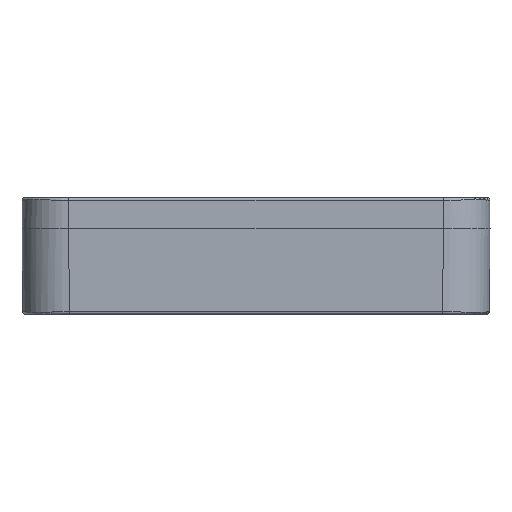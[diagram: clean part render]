
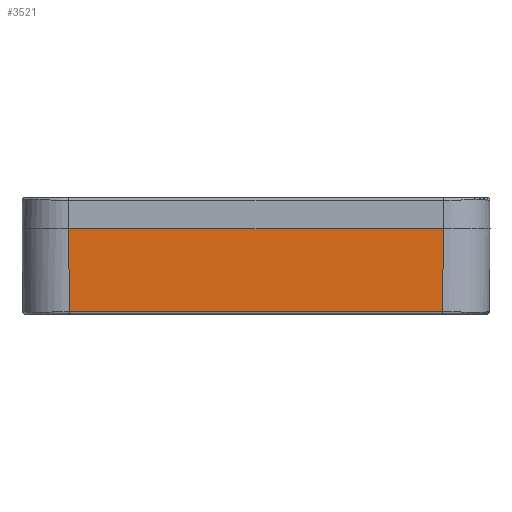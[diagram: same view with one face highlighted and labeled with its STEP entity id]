
A CAD part, left-side view. The second image highlights one B-rep face of the part: STEP entity #3521.
In plain terms, the highlighted planar face has unit normal (-1, 0, -0.009).
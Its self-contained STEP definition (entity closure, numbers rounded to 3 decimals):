
#313=DIRECTION('',(0.,1.,0.));
#314=VECTOR('',#313,24.007);
#315=CARTESIAN_POINT('',(-15.003,-12.003,
-7.351));
#316=LINE('',#315,#314);
#317=DIRECTION('',(-0.009,0.009,1.));
#318=VECTOR('',#317,5.352);
#319=CARTESIAN_POINT('',(-15.003,12.003,-7.351));
#320=LINE('',#319,#318);
#321=DIRECTION('',(0.,-1.,0.));
#322=VECTOR('',#321,24.1);
#323=CARTESIAN_POINT('',(-15.05,12.05,-2.));
#324=LINE('',#323,#322);
#325=DIRECTION('',(0.009,0.009,-1.));
#326=VECTOR('',#325,5.352);
#327=CARTESIAN_POINT('',(-15.05,-12.05,-2.));
#328=LINE('',#327,#326);
#2869=CARTESIAN_POINT('',(-15.05,12.05,-2.));
#2870=CARTESIAN_POINT('',(-15.05,-12.05,-2.));
#2871=VERTEX_POINT('',#2869);
#2872=VERTEX_POINT('',#2870);
#2873=CARTESIAN_POINT('',(-15.003,-12.003,
-7.351));
#2874=CARTESIAN_POINT('',(-15.003,12.003,
-7.351));
#2875=VERTEX_POINT('',#2873);
#2876=VERTEX_POINT('',#2874);
#3507=CARTESIAN_POINT('',(-15.05,0.,-2.));
#3508=DIRECTION('',(-1.,0.,-0.009));
#3509=DIRECTION('',(0.,-1.,0.));
#3510=AXIS2_PLACEMENT_3D('',#3507,#3508,#3509);
#3511=PLANE('',#3510);
#3513=ORIENTED_EDGE('',*,*,#3512,.T.);
#3515=ORIENTED_EDGE('',*,*,#3514,.T.);
#3516=ORIENTED_EDGE('',*,*,#3497,.T.);
#3518=ORIENTED_EDGE('',*,*,#3517,.T.);
#3519=EDGE_LOOP('',(#3513,#3515,#3516,#3518));
#3520=FACE_OUTER_BOUND('',#3519,.F.);
#3521=ADVANCED_FACE('',(#3520),#3511,.T.);
#3497=EDGE_CURVE('',#2871,#2872,#324,.T.);
#3512=EDGE_CURVE('',#2875,#2876,#316,.T.);
#3514=EDGE_CURVE('',#2876,#2871,#320,.T.);
#3517=EDGE_CURVE('',#2872,#2875,#328,.T.);
